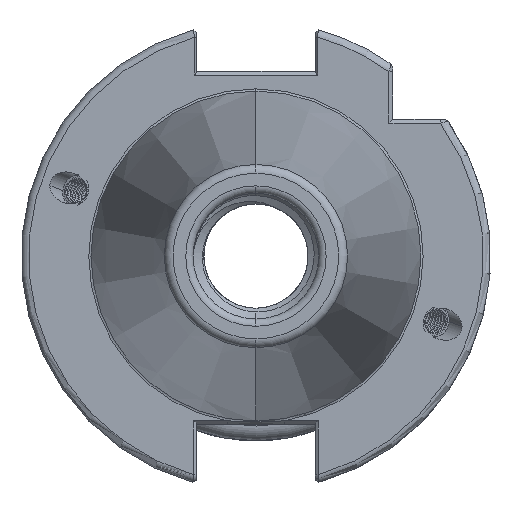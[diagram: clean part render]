
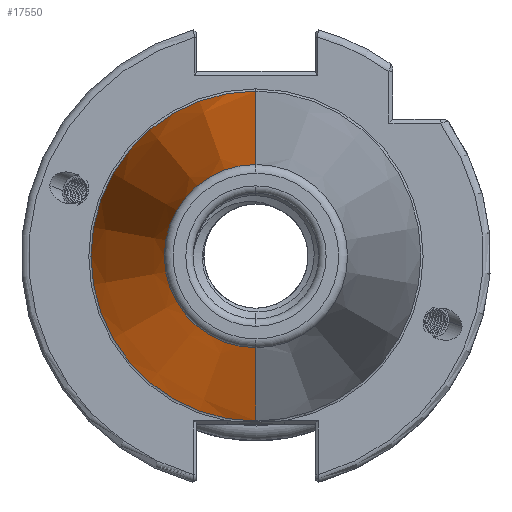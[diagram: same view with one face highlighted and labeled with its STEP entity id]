
A CAD part, left-side view. The second image highlights one B-rep face of the part: STEP entity #17550.
In plain terms, the highlighted conical face has half-angle 8.297 degrees and reference radius 22.692 mm.
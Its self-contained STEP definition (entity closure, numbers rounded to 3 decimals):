
#993 = EDGE_CURVE ( 'NONE', #29676, #11257, #29732, .T. ) ;
#998 = EDGE_CURVE ( 'NONE', #11257, #11297, #29755, .T. ) ;
#1466 = EDGE_CURVE ( 'NONE', #29677, #11297, #29046, .T. ) ;
#1475 = EDGE_CURVE ( 'NONE', #29676, #29677, #29053, .T. ) ;
#3571 = CONICAL_SURFACE ( 'NONE', #24402, 22.692, 0.145 ) ;
#3587 = FACE_OUTER_BOUND ( 'NONE', #18814, .T. ) ;
#6930 = CARTESIAN_POINT ( 'NONE',  ( 0., 0., -22.692 ) ) ;
#6931 = DIRECTION ( 'NONE',  ( 0.99, 0., -0.144 ) ) ;
#6971 = CARTESIAN_POINT ( 'NONE',  ( -2.5, 0., 0. ) ) ;
#6976 = DIRECTION ( 'NONE',  ( 1., 0., 0. ) ) ;
#6986 = DIRECTION ( 'NONE',  ( 0., 0., -1. ) ) ;
#11257 = VERTEX_POINT ( 'NONE', #25251 ) ;
#11297 = VERTEX_POINT ( 'NONE', #25239 ) ;
#13136 = DIRECTION ( 'NONE',  ( 0., 0., -1. ) ) ;
#13155 = DIRECTION ( 'NONE',  ( 1., 0., 0. ) ) ;
#13180 = CARTESIAN_POINT ( 'NONE',  ( 0., 0., 0. ) ) ;
#17550 = ADVANCED_FACE ( 'NONE', ( #3587 ), #3571, .T. ) ;
#18814 = EDGE_LOOP ( 'NONE', ( #19607, #19527, #19562, #19494 ) ) ;
#19494 = ORIENTED_EDGE ( 'NONE', *, *, #993, .F. ) ;
#19527 = ORIENTED_EDGE ( 'NONE', *, *, #1466, .T. ) ;
#19562 = ORIENTED_EDGE ( 'NONE', *, *, #998, .F. ) ;
#19607 = ORIENTED_EDGE ( 'NONE', *, *, #1475, .T. ) ;
#24185 = CARTESIAN_POINT ( 'NONE',  ( -70.573, 0., 12.4 ) ) ;
#24190 = CARTESIAN_POINT ( 'NONE',  ( -70.573, 0., -12.4 ) ) ;
#24402 = AXIS2_PLACEMENT_3D ( 'NONE', #13180, #13155, #13136 ) ;
#24876 = CARTESIAN_POINT ( 'NONE',  ( 0., 0., 22.692 ) ) ;
#24900 = DIRECTION ( 'NONE',  ( 0.99, 0., 0.144 ) ) ;
#24934 = CARTESIAN_POINT ( 'NONE',  ( -70.573, 0., 0. ) ) ;
#24974 = DIRECTION ( 'NONE',  ( 1., 0., 0. ) ) ;
#24975 = DIRECTION ( 'NONE',  ( 0., 0., 1. ) ) ;
#25239 = CARTESIAN_POINT ( 'NONE',  ( -2.5, 0., 22.327 ) ) ;
#25251 = CARTESIAN_POINT ( 'NONE',  ( -2.5, 0., -22.327 ) ) ;
#26740 = AXIS2_PLACEMENT_3D ( 'NONE', #6971, #6976, #6986 ) ;
#26825 = AXIS2_PLACEMENT_3D ( 'NONE', #24934, #24974, #24975 ) ;
#29046 = LINE ( 'NONE', #24876, #29084 ) ;
#29053 = CIRCLE ( 'NONE', #26825, 12.4 ) ;
#29084 = VECTOR ( 'NONE', #24900, 1000. ) ;
#29676 = VERTEX_POINT ( 'NONE', #24190 ) ;
#29677 = VERTEX_POINT ( 'NONE', #24185 ) ;
#29732 = LINE ( 'NONE', #6930, #29745 ) ;
#29745 = VECTOR ( 'NONE', #6931, 1000. ) ;
#29755 = CIRCLE ( 'NONE', #26740, 22.327 ) ;
